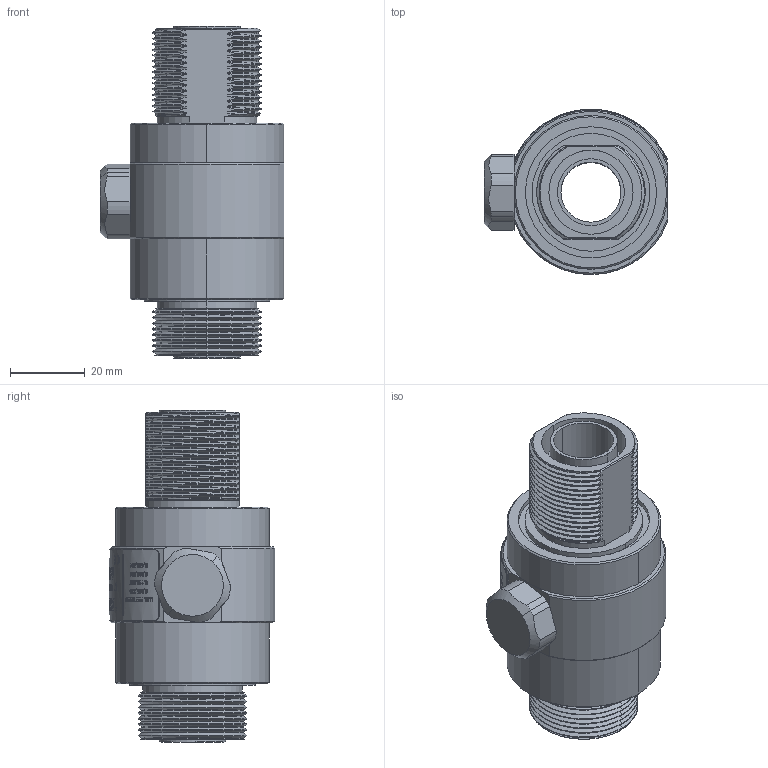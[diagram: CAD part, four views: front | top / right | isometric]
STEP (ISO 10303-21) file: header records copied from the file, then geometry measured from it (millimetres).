
FILE_DESCRIPTION (( 'STEP AP214' ), '1' );
FILE_NAME ('TSXDC-DFF.STEP', '2019-07-30T19:16:54', ( '' ), ( '' ), 'SwSTEP 2.0', 'SolidWorks 2019', '' );
FILE_SCHEMA (( 'AUTOMOTIVE_DESIGN' ));
Length unit declared in the file: inch
Products named in the file (10): 5800-0270; 2003-2808_Wrap; TSXDC-DFF; 5800-0401; 4041-0009; 2003-2808
Assembly tree (5 placements, depth 2):
  5800-0270
  TSXDC-DFF
    4041-0009
    5800-0401
    5800-0270
    2003-2808_Wrap
  TSXDC-DFF
    5800-0401
  4041-0009
  2003-2808
Bounding box: 49.15 x 44.2 x 88.79 mm (x, y, z)
Volume: 48555.5 mm3; surface area: 30519.8 mm2
Topology: 4 solids, 4 shells, 1474 faces, 3907 edges, 2572 vertices
Faces by surface type: bspline 708, plane 392, cylinder 271, cone 99, torus 4
Entity records: 133264 total; most frequent: CARTESIAN_POINT 88478, ORIENTED_EDGE 7810, EDGE_CURVE 3905, DIRECTION 3731, VERTEX_POINT 2568, B_SPLINE_CURVE_WITH_KNOTS 2194, EDGE_LOOP 1609, ADVANCED_FACE 1474
